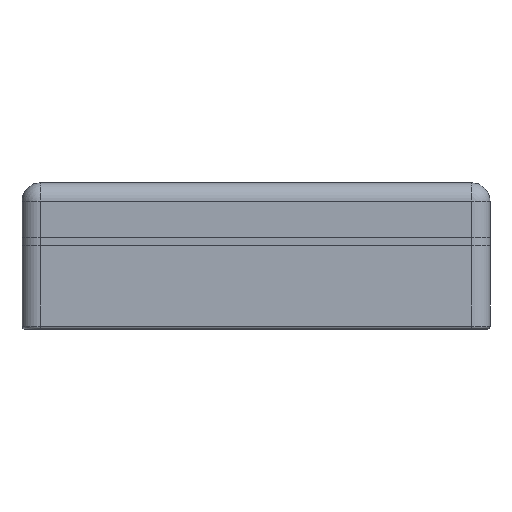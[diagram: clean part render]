
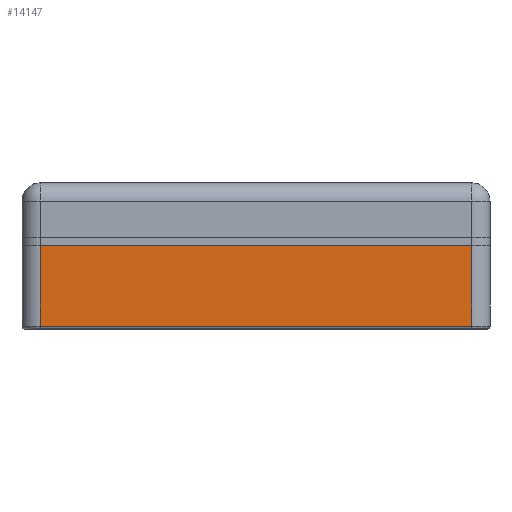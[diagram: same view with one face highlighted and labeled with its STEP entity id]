
A CAD part, front view. The second image highlights one B-rep face of the part: STEP entity #14147.
In plain terms, the highlighted planar face has unit normal (0, -1, 0).
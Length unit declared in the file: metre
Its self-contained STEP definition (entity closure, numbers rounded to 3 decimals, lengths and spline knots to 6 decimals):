
#694=ORIENTED_EDGE('',*,*,#4807,.T.);
#695=ORIENTED_EDGE('',*,*,#4808,.T.);
#696=ORIENTED_EDGE('',*,*,#4809,.T.);
#697=ORIENTED_EDGE('',*,*,#4792,.F.);
#4792=EDGE_CURVE('',#6850,#6851,#8105,.T.);
#4807=EDGE_CURVE('',#6850,#6861,#8117,.T.);
#4808=EDGE_CURVE('',#6861,#6862,#8118,.T.);
#4809=EDGE_CURVE('',#6862,#6851,#8119,.F.);
#6850=VERTEX_POINT('',#20571);
#6851=VERTEX_POINT('',#20573);
#6861=VERTEX_POINT('',#20601);
#6862=VERTEX_POINT('',#20603);
#8105=LINE('',#20572,#9841);
#8117=LINE('',#20600,#9853);
#8118=LINE('',#20602,#9854);
#8119=LINE('',#20604,#9855);
#9841=VECTOR('',#16397,1.);
#9853=VECTOR('',#16421,1.);
#9854=VECTOR('',#16422,1.);
#9855=VECTOR('',#16423,1.);
#11502=EDGE_LOOP('',(#694,#695,#696,#697));
#12490=FACE_BOUND('',#11502,.T.);
#13462=PLANE('',#15085);
#14147=ADVANCED_FACE('',(#12490),#13462,.F.);
#15085=AXIS2_PLACEMENT_3D('',#20599,#16419,#16420);
#16397=DIRECTION('',(1.,0.,0.));
#16419=DIRECTION('',(0.,1.,0.));
#16420=DIRECTION('',(0.,0.,1.));
#16421=DIRECTION('',(0.,0.,-1.));
#16422=DIRECTION('',(1.,0.,0.));
#16423=DIRECTION('',(0.,0.,-1.));
#20571=CARTESIAN_POINT('',(0.003,0.,0.0138));
#20572=CARTESIAN_POINT('',(0.038725,0.,0.0138));
#20573=CARTESIAN_POINT('',(0.07445,0.,0.0138));
#20599=CARTESIAN_POINT('',(0.038725,0.,0.0015));
#20600=CARTESIAN_POINT('',(0.003,0.,0.));
#20601=CARTESIAN_POINT('',(0.003,0.,0.0005));
#20602=CARTESIAN_POINT('',(0.038725,0.,0.0005));
#20603=CARTESIAN_POINT('',(0.07445,0.,0.0005));
#20604=CARTESIAN_POINT('',(0.07445,0.,0.0015));
